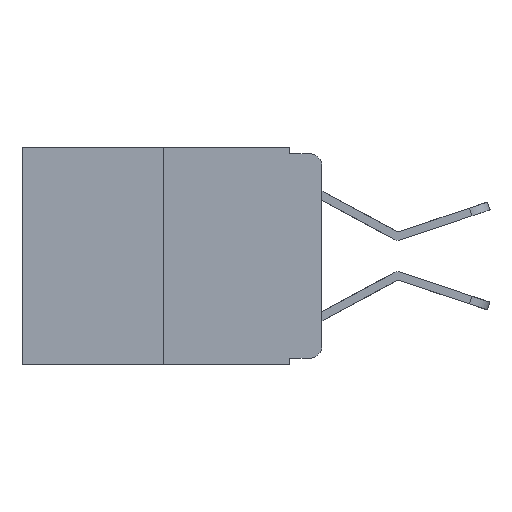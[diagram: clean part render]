
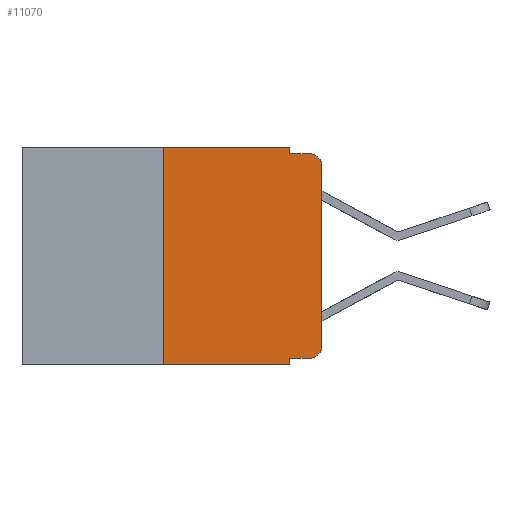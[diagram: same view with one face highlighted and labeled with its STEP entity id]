
A CAD part, left-side view. The second image highlights one B-rep face of the part: STEP entity #11070.
In plain terms, the highlighted planar face has unit normal (-1, 0, 0).
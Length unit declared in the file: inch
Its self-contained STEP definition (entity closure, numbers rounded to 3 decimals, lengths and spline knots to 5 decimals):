
#719 = VECTOR ( 'NONE', #21231, 39.37008 ) ;
#2236 = VERTEX_POINT ( 'NONE', #9909 ) ;
#2262 = DIRECTION ( 'NONE',  ( 0., 0., -1. ) ) ;
#2812 = VERTEX_POINT ( 'NONE', #6494 ) ;
#2966 = ORIENTED_EDGE ( 'NONE', *, *, #19432, .T. ) ;
#2967 = VECTOR ( 'NONE', #10410, 39.37008 ) ;
#3141 = VERTEX_POINT ( 'NONE', #6678 ) ;
#3201 = CARTESIAN_POINT ( 'NONE',  ( 0., 0.473, 0. ) ) ;
#3600 = DIRECTION ( 'NONE',  ( 0., 0., 1. ) ) ;
#4106 = CARTESIAN_POINT ( 'NONE',  ( 0., 0.02, -0.03 ) ) ;
#4533 = EDGE_CURVE ( 'NONE', #19382, #23585, #10096, .T. ) ;
#4557 = CARTESIAN_POINT ( 'NONE',  ( 0., 0.051, 0. ) ) ;
#4914 = VECTOR ( 'NONE', #17575, 39.37008 ) ;
#5295 = ORIENTED_EDGE ( 'NONE', *, *, #14323, .F. ) ;
#5404 = ORIENTED_EDGE ( 'NONE', *, *, #18629, .T. ) ;
#5792 = EDGE_CURVE ( 'NONE', #13367, #16693, #13874, .T. ) ;
#5796 = CARTESIAN_POINT ( 'NONE',  ( 0., 0.473, 0. ) ) ;
#5911 = PLANE ( 'NONE',  #22618 ) ;
#6017 = DIRECTION ( 'NONE',  ( 0., 0., -1. ) ) ;
#6238 = CARTESIAN_POINT ( 'NONE',  ( 0., 0.051, -0.343 ) ) ;
#6494 = CARTESIAN_POINT ( 'NONE',  ( 0., 0.02, -0.01 ) ) ;
#6678 = CARTESIAN_POINT ( 'NONE',  ( 0., 0.02, -0.333 ) ) ;
#7599 = FACE_OUTER_BOUND ( 'NONE', #23410, .T. ) ;
#7853 = CARTESIAN_POINT ( 'NONE',  ( 0., 0.473, -0.343 ) ) ;
#8038 = DIRECTION ( 'NONE',  ( 0., 0., -1. ) ) ;
#8367 = LINE ( 'NONE', #3201, #2967 ) ;
#9089 = AXIS2_PLACEMENT_3D ( 'NONE', #4106, #16851, #6017 ) ;
#9524 = DIRECTION ( 'NONE',  ( 1., 0., 0. ) ) ;
#9909 = CARTESIAN_POINT ( 'NONE',  ( 0., 0.25, 0. ) ) ;
#10096 = LINE ( 'NONE', #4557, #18596 ) ;
#10207 = DIRECTION ( 'NONE',  ( 0., 0., 1. ) ) ;
#10410 = DIRECTION ( 'NONE',  ( 0., -1., 0. ) ) ;
#10418 = VECTOR ( 'NONE', #3600, 39.37008 ) ;
#10602 = ORIENTED_EDGE ( 'NONE', *, *, #17380, .T. ) ;
#11070 = ADVANCED_FACE ( 'NONE', ( #7599 ), #5911, .F. ) ;
#11297 = ORIENTED_EDGE ( 'NONE', *, *, #5792, .T. ) ;
#11396 = CARTESIAN_POINT ( 'NONE',  ( 0., 0.051, -0.01 ) ) ;
#11717 = VERTEX_POINT ( 'NONE', #12588 ) ;
#11780 = CIRCLE ( 'NONE', #9089, 0.02 ) ;
#11859 = CIRCLE ( 'NONE', #22654, 0.02 ) ;
#12588 = CARTESIAN_POINT ( 'NONE',  ( 0., 0.051, -0.333 ) ) ;
#12607 = CARTESIAN_POINT ( 'NONE',  ( 0., 0., -0.313 ) ) ;
#12956 = VECTOR ( 'NONE', #14505, 39.37008 ) ;
#12982 = EDGE_CURVE ( 'NONE', #2236, #19382, #8367, .T. ) ;
#13367 = VERTEX_POINT ( 'NONE', #17720 ) ;
#13416 = CARTESIAN_POINT ( 'NONE',  ( 0., 0.051, 0. ) ) ;
#13587 = EDGE_CURVE ( 'NONE', #14486, #2812, #11780, .T. ) ;
#13874 = LINE ( 'NONE', #7853, #719 ) ;
#13940 = VERTEX_POINT ( 'NONE', #12607 ) ;
#14015 = ORIENTED_EDGE ( 'NONE', *, *, #12982, .F. ) ;
#14282 = CARTESIAN_POINT ( 'NONE',  ( 0., 0.051, 0. ) ) ;
#14323 = EDGE_CURVE ( 'NONE', #11717, #16693, #16763, .T. ) ;
#14486 = VERTEX_POINT ( 'NONE', #19186 ) ;
#14505 = DIRECTION ( 'NONE',  ( 0., 0., -1. ) ) ;
#14891 = LINE ( 'NONE', #20323, #10418 ) ;
#15146 = CARTESIAN_POINT ( 'NONE',  ( 0., 0.051, -0.01 ) ) ;
#15727 = CARTESIAN_POINT ( 'NONE',  ( 0., 0.25, 0. ) ) ;
#16449 = ORIENTED_EDGE ( 'NONE', *, *, #21943, .F. ) ;
#16693 = VERTEX_POINT ( 'NONE', #6238 ) ;
#16763 = LINE ( 'NONE', #14282, #12956 ) ;
#16851 = DIRECTION ( 'NONE',  ( -1., 0., 0. ) ) ;
#16857 = VECTOR ( 'NONE', #10207, 39.37008 ) ;
#17380 = EDGE_CURVE ( 'NONE', #13940, #14486, #14891, .T. ) ;
#17575 = DIRECTION ( 'NONE',  ( 0., -1., 0. ) ) ;
#17662 = LINE ( 'NONE', #15727, #16857 ) ;
#17720 = CARTESIAN_POINT ( 'NONE',  ( 0., 0.25, -0.343 ) ) ;
#17735 = EDGE_CURVE ( 'NONE', #13367, #2236, #17662, .T. ) ;
#18085 = ORIENTED_EDGE ( 'NONE', *, *, #13587, .T. ) ;
#18566 = ORIENTED_EDGE ( 'NONE', *, *, #4533, .F. ) ;
#18596 = VECTOR ( 'NONE', #8038, 39.37008 ) ;
#18629 = EDGE_CURVE ( 'NONE', #11717, #3141, #23252, .T. ) ;
#18725 = DIRECTION ( 'NONE',  ( -1., 0., 0. ) ) ;
#19186 = CARTESIAN_POINT ( 'NONE',  ( 0., 0., -0.03 ) ) ;
#19213 = CARTESIAN_POINT ( 'NONE',  ( 0., 0.02, -0.313 ) ) ;
#19382 = VERTEX_POINT ( 'NONE', #13416 ) ;
#19432 = EDGE_CURVE ( 'NONE', #3141, #13940, #11859, .T. ) ;
#19861 = CARTESIAN_POINT ( 'NONE',  ( 0., 0.051, -0.333 ) ) ;
#19932 = ORIENTED_EDGE ( 'NONE', *, *, #17735, .F. ) ;
#20323 = CARTESIAN_POINT ( 'NONE',  ( 0., 0., 0. ) ) ;
#20481 = DIRECTION ( 'NONE',  ( 0., 0., -1. ) ) ;
#21231 = DIRECTION ( 'NONE',  ( 0., -1., 0. ) ) ;
#21604 = VECTOR ( 'NONE', #22518, 39.37008 ) ;
#21943 = EDGE_CURVE ( 'NONE', #23585, #2812, #22638, .T. ) ;
#22518 = DIRECTION ( 'NONE',  ( 0., -1., 0. ) ) ;
#22618 = AXIS2_PLACEMENT_3D ( 'NONE', #5796, #9524, #20481 ) ;
#22638 = LINE ( 'NONE', #15146, #21604 ) ;
#22654 = AXIS2_PLACEMENT_3D ( 'NONE', #19213, #18725, #2262 ) ;
#23252 = LINE ( 'NONE', #19861, #4914 ) ;
#23410 = EDGE_LOOP ( 'NONE', ( #10602, #18085, #16449, #18566, #14015, #19932, #11297, #5295, #5404, #2966 ) ) ;
#23585 = VERTEX_POINT ( 'NONE', #11396 ) ;
